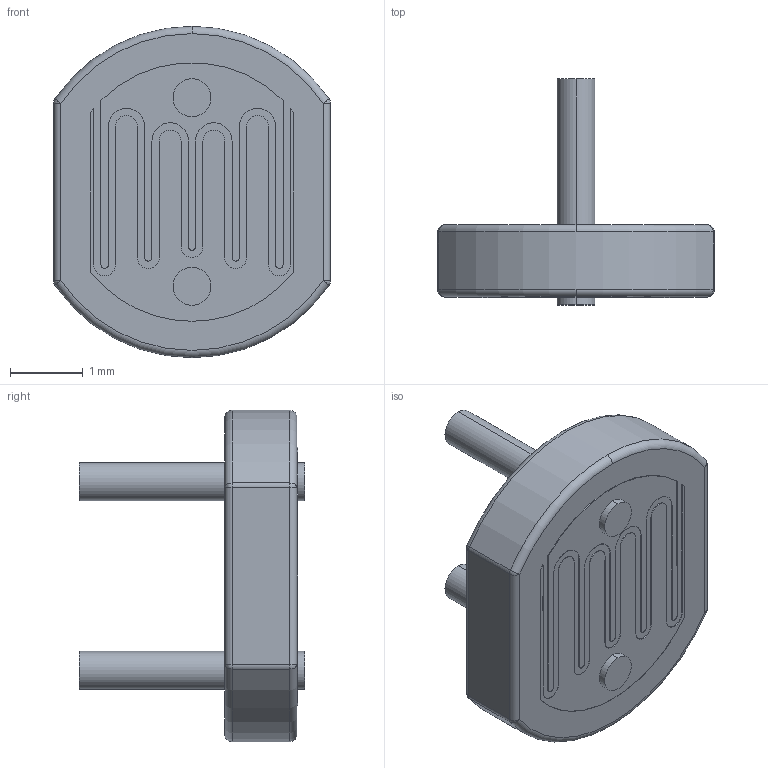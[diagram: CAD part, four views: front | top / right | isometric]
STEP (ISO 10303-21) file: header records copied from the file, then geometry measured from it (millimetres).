
FILE_DESCRIPTION (( 'STEP AP214' ), '1' );
FILE_NAME ('photoresistor.STEP', '2017-11-19T10:28:24', ( '' ), ( '' ), 'SwSTEP 2.0', 'SolidWorks 2016', '' );
FILE_SCHEMA (( 'AUTOMOTIVE_DESIGN' ));
Length unit declared in the file: millimetre
Products named in the file (1): photoresistor
Bounding box: 3.8 x 3.1 x 4.55 mm (x, y, z)
Volume: 15.7 mm3; surface area: 50 mm2
Topology: 1 solids, 1 shells, 98 faces, 254 edges, 156 vertices
Faces by surface type: cylinder 52, plane 32, sphere 8, torus 6
Entity records: 3918 total; most frequent: DIRECTION 566, CARTESIAN_POINT 501, ORIENTED_EDGE 492, EDGE_CURVE 246, AXIS2_PLACEMENT_3D 221, VERTEX_POINT 156, VECTOR 124, LINE 124
